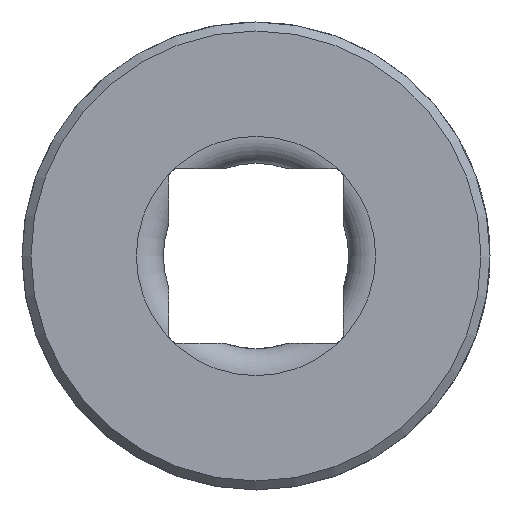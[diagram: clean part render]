
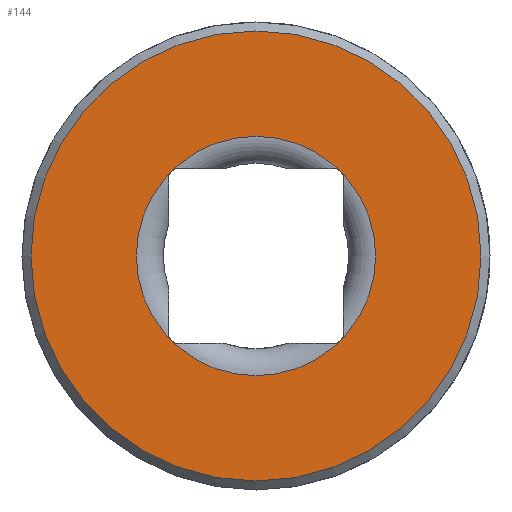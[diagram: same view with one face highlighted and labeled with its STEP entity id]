
A CAD part, left-side view. The second image highlights one B-rep face of the part: STEP entity #144.
In plain terms, the highlighted planar face has unit normal (-1, 0, 0).
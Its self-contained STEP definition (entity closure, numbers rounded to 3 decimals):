
#144 = ADVANCED_FACE( '', ( #315, #316 ), #317, .F. );
#315 = FACE_OUTER_BOUND( '', #509, .T. );
#316 = FACE_BOUND( '', #510, .T. );
#317 = PLANE( '', #511 );
#509 = EDGE_LOOP( '', ( #882 ) );
#510 = EDGE_LOOP( '', ( #883 ) );
#511 = AXIS2_PLACEMENT_3D( '', #884, #885, #886 );
#882 = ORIENTED_EDGE( '', *, *, #1198, .T. );
#883 = ORIENTED_EDGE( '', *, *, #1282, .T. );
#884 = CARTESIAN_POINT( '', ( -95., 0., 0. ) );
#885 = DIRECTION( '', ( 1., 0., 0. ) );
#886 = DIRECTION( '', ( 0., 0., -1. ) );
#1198 = EDGE_CURVE( '', #1448, #1448, #1449, .F. );
#1282 = EDGE_CURVE( '', #1576, #1576, #1577, .T. );
#1448 = VERTEX_POINT( '', #1898 );
#1449 = CIRCLE( '', #1899, 12.5 );
#1576 = VERTEX_POINT( '', #2381 );
#1577 = CIRCLE( '', #2382, 6.65 );
#1898 = CARTESIAN_POINT( '', ( -95., 0., -12.5 ) );
#1899 = AXIS2_PLACEMENT_3D( '', #2719, #2720, #2721 );
#2381 = CARTESIAN_POINT( '', ( -95., 0., -6.65 ) );
#2382 = AXIS2_PLACEMENT_3D( '', #2811, #2812, #2813 );
#2719 = CARTESIAN_POINT( '', ( -95., 0., 0. ) );
#2720 = DIRECTION( '', ( 1., 0., 0. ) );
#2721 = DIRECTION( '', ( 0., 0., -1. ) );
#2811 = CARTESIAN_POINT( '', ( -95., 0., 0. ) );
#2812 = DIRECTION( '', ( 1., 0., 0. ) );
#2813 = DIRECTION( '', ( 0., 0., -1. ) );
